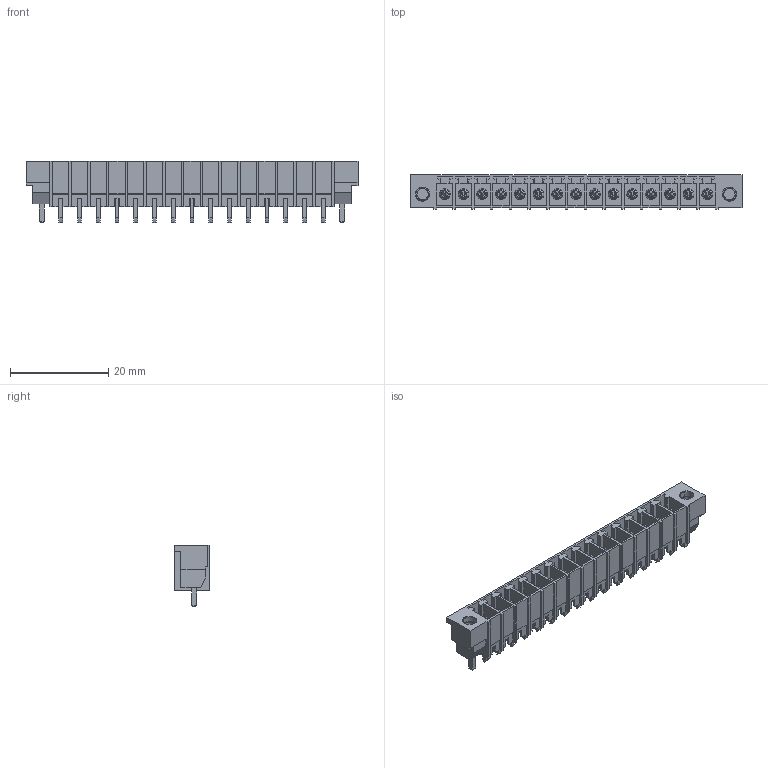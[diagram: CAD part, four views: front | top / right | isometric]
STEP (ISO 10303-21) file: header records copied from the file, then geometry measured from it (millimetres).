
FILE_DESCRIPTION(('CATIA V5 STEP Exchange','CAx-IF Rec.Pracs.--- Model Styling and Organization---1.2---2011-12-15'),'2;1');
FILE_NAME ('D1457706_0', '2018-10-12T09:39:48+00:00', ('none'), ('Weidmueller'), 'CATIA Version 5-6 Release 2014', 'CATIA V5 STEP AP214', 'none');
FILE_SCHEMA(('AUTOMOTIVE_DESIGN { 1 0 10303 214 1 1 1 1 }'));
Length unit declared in the file: millimetre
Products named in the file (1): 1863460000
Bounding box: 67.44 x 7.07 x 12.4 mm (x, y, z)
Volume: 1806.4 mm3; surface area: 5753.6 mm2
Topology: 18 solids, 18 shells, 1069 faces, 3026 edges, 2042 vertices
Faces by surface type: plane 849, cylinder 156, cone 34, torus 30
Entity records: 31570 total; most frequent: ORIENTED_EDGE 6052, CARTESIAN_POINT 5812, DIRECTION 4080, EDGE_CURVE 3026, VECTOR 2586, LINE 2586, VERTEX_POINT 2042, EDGE_LOOP 1148
